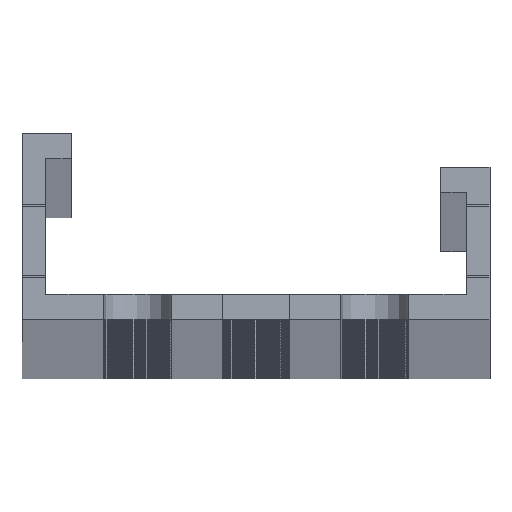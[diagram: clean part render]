
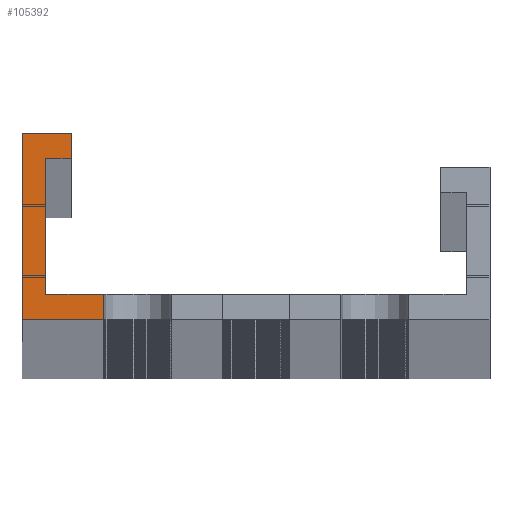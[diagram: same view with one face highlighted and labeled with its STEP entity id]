
A CAD part, top view. The second image highlights one B-rep face of the part: STEP entity #105392.
In plain terms, the highlighted planar face has unit normal (0, 0, 1).
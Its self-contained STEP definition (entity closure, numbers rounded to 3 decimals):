
#18161=DIRECTION('',(0.,1.,0.));
#18162=VECTOR('',#18161,1.5);
#18163=CARTESIAN_POINT('',(-9.,-0.1,2000.1));
#18164=LINE('',#18163,#18162);
#18165=DIRECTION('',(1.,0.,0.));
#18166=VECTOR('',#18165,4.8);
#18167=CARTESIAN_POINT('',(-13.8,-0.1,2000.1));
#18168=LINE('',#18167,#18166);
#18169=DIRECTION('',(0.,-1.,0.));
#18170=VECTOR('',#18169,11.);
#18171=CARTESIAN_POINT('',(-13.8,10.9,2000.1));
#18172=LINE('',#18171,#18170);
#18173=DIRECTION('',(-1.,0.,0.));
#18174=VECTOR('',#18173,2.9);
#18175=CARTESIAN_POINT('',(-10.9,10.9,2000.1));
#18176=LINE('',#18175,#18174);
#18177=DIRECTION('',(0.,1.,0.));
#18178=VECTOR('',#18177,1.5);
#18179=CARTESIAN_POINT('',(-10.9,9.4,2000.1));
#18180=LINE('',#18179,#18178);
#18181=DIRECTION('',(1.,0.,0.));
#18182=VECTOR('',#18181,1.5);
#18183=CARTESIAN_POINT('',(-12.4,9.4,2000.1));
#18184=LINE('',#18183,#18182);
#18185=DIRECTION('',(0.,1.,0.));
#18186=VECTOR('',#18185,8.);
#18187=CARTESIAN_POINT('',(-12.4,1.4,2000.1));
#18188=LINE('',#18187,#18186);
#18189=DIRECTION('',(-1.,0.,0.));
#18190=VECTOR('',#18189,3.4);
#18191=CARTESIAN_POINT('',(-9.,1.4,2000.1));
#18192=LINE('',#18191,#18190);
#73065=CARTESIAN_POINT('',(-10.9,10.9,2000.1));
#73066=CARTESIAN_POINT('',(-13.8,10.9,2000.1));
#73067=VERTEX_POINT('',#73065);
#73068=VERTEX_POINT('',#73066);
#73069=CARTESIAN_POINT('',(-13.8,-0.1,2000.1));
#73070=VERTEX_POINT('',#73069);
#73083=CARTESIAN_POINT('',(-12.4,1.4,2000.1));
#73084=CARTESIAN_POINT('',(-12.4,9.4,2000.1));
#73085=VERTEX_POINT('',#73083);
#73086=VERTEX_POINT('',#73084);
#73087=CARTESIAN_POINT('',(-10.9,9.4,2000.1));
#73088=VERTEX_POINT('',#73087);
#73101=CARTESIAN_POINT('',(-9.,-0.1,2000.1));
#73102=CARTESIAN_POINT('',(-9.,1.4,2000.1));
#73103=VERTEX_POINT('',#73101);
#73104=VERTEX_POINT('',#73102);
#105371=CARTESIAN_POINT('',(0.,0.,2000.1));
#105372=DIRECTION('',(0.,0.,1.));
#105373=DIRECTION('',(1.,0.,0.));
#105374=AXIS2_PLACEMENT_3D('',#105371,#105372,#105373);
#105375=PLANE('',#105374);
#105376=ORIENTED_EDGE('',*,*,#105362,.F.);
#105377=ORIENTED_EDGE('',*,*,#95579,.F.);
#105379=ORIENTED_EDGE('',*,*,#105378,.F.);
#105381=ORIENTED_EDGE('',*,*,#105380,.F.);
#105383=ORIENTED_EDGE('',*,*,#105382,.F.);
#105385=ORIENTED_EDGE('',*,*,#105384,.F.);
#105387=ORIENTED_EDGE('',*,*,#105386,.F.);
#105389=ORIENTED_EDGE('',*,*,#105388,.F.);
#105390=EDGE_LOOP('',(#105376,#105377,#105379,#105381,#105383,#105385,#105387,
#105389));
#105391=FACE_OUTER_BOUND('',#105390,.F.);
#105392=ADVANCED_FACE('',(#105391),#105375,.T.);
#95579=EDGE_CURVE('',#73070,#73103,#18168,.T.);
#105362=EDGE_CURVE('',#73103,#73104,#18164,.T.);
#105378=EDGE_CURVE('',#73068,#73070,#18172,.T.);
#105380=EDGE_CURVE('',#73067,#73068,#18176,.T.);
#105382=EDGE_CURVE('',#73088,#73067,#18180,.T.);
#105384=EDGE_CURVE('',#73086,#73088,#18184,.T.);
#105386=EDGE_CURVE('',#73085,#73086,#18188,.T.);
#105388=EDGE_CURVE('',#73104,#73085,#18192,.T.);
